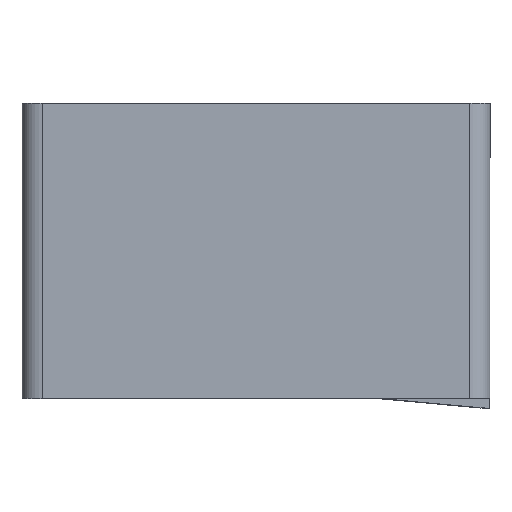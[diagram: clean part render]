
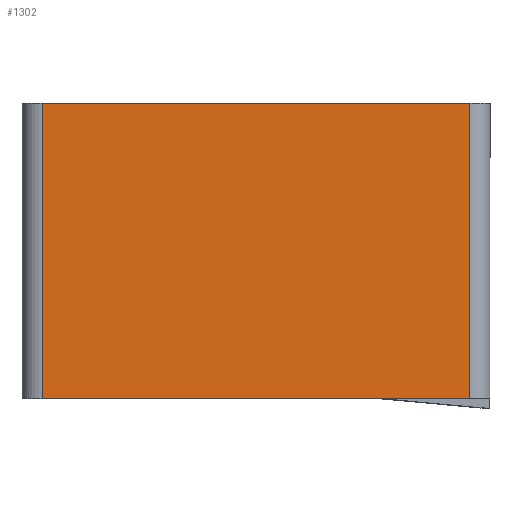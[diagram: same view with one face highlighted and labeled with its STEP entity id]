
A CAD part, top view. The second image highlights one B-rep face of the part: STEP entity #1302.
In plain terms, the highlighted planar face has unit normal (0, 0, 1).
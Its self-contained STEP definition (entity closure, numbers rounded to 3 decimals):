
#9 = VECTOR ( 'NONE', #1285, 1000. ) ;
#45 = EDGE_CURVE ( 'NONE', #1012, #428, #1646, .T. ) ;
#129 = CARTESIAN_POINT ( 'NONE',  ( 21., 0., 11. ) ) ;
#152 = EDGE_CURVE ( 'NONE', #428, #334, #174, .T. ) ;
#174 = LINE ( 'NONE', #727, #318 ) ;
#183 = DIRECTION ( 'NONE',  ( 1., 0., 0. ) ) ;
#318 = VECTOR ( 'NONE', #183, 1000. ) ;
#334 = VERTEX_POINT ( 'NONE', #129 ) ;
#428 = VERTEX_POINT ( 'NONE', #1528 ) ;
#439 = DIRECTION ( 'NONE',  ( 0., 0., -1. ) ) ;
#517 = ORIENTED_EDGE ( 'NONE', *, *, #1267, .T. ) ;
#639 = AXIS2_PLACEMENT_3D ( 'NONE', #1651, #439, #1527 ) ;
#691 = DIRECTION ( 'NONE',  ( 0., -1., 0. ) ) ;
#727 = CARTESIAN_POINT ( 'NONE',  ( -23., 0., 11. ) ) ;
#753 = VECTOR ( 'NONE', #1554, 1000. ) ;
#762 = FACE_OUTER_BOUND ( 'NONE', #1393, .T. ) ;
#823 = EDGE_CURVE ( 'NONE', #1012, #1405, #1280, .T. ) ;
#976 = ORIENTED_EDGE ( 'NONE', *, *, #152, .T. ) ;
#981 = CARTESIAN_POINT ( 'NONE',  ( 21., 29., 11. ) ) ;
#1009 = VECTOR ( 'NONE', #691, 1000. ) ;
#1012 = VERTEX_POINT ( 'NONE', #1237 ) ;
#1014 = CARTESIAN_POINT ( 'NONE',  ( 21., 29., 11. ) ) ;
#1023 = CARTESIAN_POINT ( 'NONE',  ( -23., 29., 11. ) ) ;
#1150 = LINE ( 'NONE', #1014, #9 ) ;
#1201 = ORIENTED_EDGE ( 'NONE', *, *, #45, .T. ) ;
#1212 = ORIENTED_EDGE ( 'NONE', *, *, #823, .F. ) ;
#1237 = CARTESIAN_POINT ( 'NONE',  ( -21., 29., 11. ) ) ;
#1267 = EDGE_CURVE ( 'NONE', #334, #1405, #1150, .T. ) ;
#1280 = LINE ( 'NONE', #1023, #753 ) ;
#1285 = DIRECTION ( 'NONE',  ( 0., 1., 0. ) ) ;
#1302 = ADVANCED_FACE ( 'NONE', ( #762 ), #1304, .F. ) ;
#1304 = PLANE ( 'NONE',  #639 ) ;
#1393 = EDGE_LOOP ( 'NONE', ( #976, #517, #1212, #1201 ) ) ;
#1405 = VERTEX_POINT ( 'NONE', #981 ) ;
#1527 = DIRECTION ( 'NONE',  ( -1., 0., 0. ) ) ;
#1528 = CARTESIAN_POINT ( 'NONE',  ( -21., 0., 11. ) ) ;
#1554 = DIRECTION ( 'NONE',  ( 1., 0., 0. ) ) ;
#1637 = CARTESIAN_POINT ( 'NONE',  ( -21., 29., 11. ) ) ;
#1646 = LINE ( 'NONE', #1637, #1009 ) ;
#1651 = CARTESIAN_POINT ( 'NONE',  ( -23., 29., 11. ) ) ;
